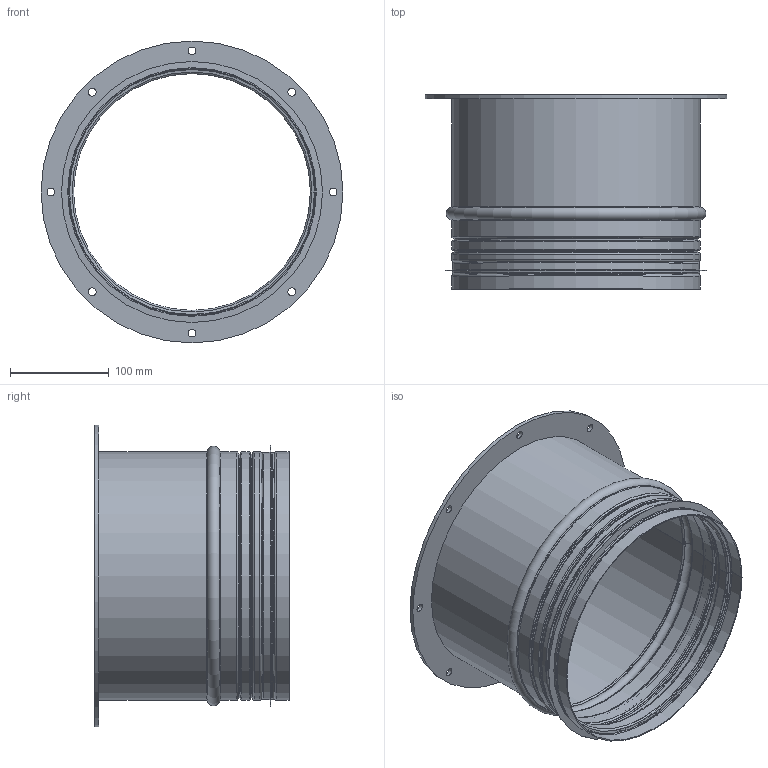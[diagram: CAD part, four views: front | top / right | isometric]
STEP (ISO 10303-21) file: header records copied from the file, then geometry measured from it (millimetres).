
FILE_DESCRIPTION(/* description */ ('Rörämne imkanal'),/* implementation_level */ '2;1');
FILE_NAME(/* name */ 'HSKFH-04.stp',/* time_stamp */ '2015-07-10T13:23:40+02:00',/* author */ ('John'),/* organization */ (''),/* preprocessor_version */ 'ST-DEVELOPER v15.6',/* originating_system */ 'Autodesk Inventor 2015',/* authorisation */ '');
FILE_SCHEMA (('AUTOMOTIVE_DESIGN { 1 0 10303 214 3 1 1 }'));
Length unit declared in the file: millimetre
Products named in the file (5): HSKFH-AA-04; HIK-AA-5; HIK-AB-5; HFSH-250; HSKFH-04
Assembly tree (4 placements, depth 2):
  HSKFH-04
    HSKFH-AA-04
    HIK-AA-5
    HIK-AB-5
    HFSH-250
Bounding box: 306 x 197 x 306 mm (x, y, z)
Volume: 293821.7 mm3; surface area: 434576.7 mm2
Topology: 4 solids, 4 shells, 116 faces, 234 edges, 126 vertices
Faces by surface type: plane 50, torus 28, cylinder 28, cone 10
Full cylindrical faces by diameter (mm): 8 x8, 247 x2, 250.6 x2, 251.6 x1, 252.5 x1, 264.6 x1, 306 x1
Entity records: 3113 total; most frequent: DIRECTION 586, CARTESIAN_POINT 461, ORIENTED_EDGE 420, AXIS2_PLACEMENT_3D 251, EDGE_CURVE 210, EDGE_LOOP 162, CIRCLE 126, VERTEX_POINT 126
